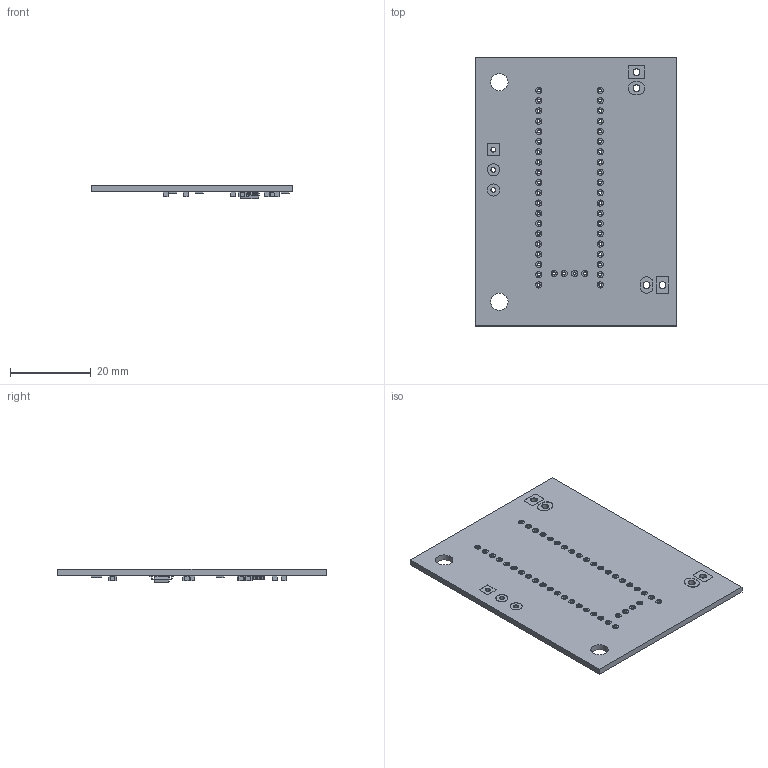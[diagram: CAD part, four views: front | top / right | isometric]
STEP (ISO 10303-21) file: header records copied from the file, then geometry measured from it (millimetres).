
FILE_DESCRIPTION(('KiCad electronic assembly'),'2;1');
FILE_NAME('Pedal.step','2025-04-10T00:23:19',('Pcbnew'),('Kicad'), 'Open CASCADE STEP processor 7.8','KiCad to STEP converter','Unknown' );
FILE_SCHEMA(('AUTOMOTIVE_DESIGN { 1 0 10303 214 1 1 1 1 }'));
Length unit declared in the file: millimetre
Products named in the file (8): Pedal 1; C_0805_2012Metric; R_0805_2012Metric; SOIC-8_3.9x4.9mm_P1.27mm; TSOT-23-6; Pedal_copper; Pedal_pad; Pedal_PCB
Assembly tree (20 placements, depth 2):
  Pedal 1
    C_0805_2012Metric  x9
    R_0805_2012Metric  x6
    SOIC-8_3.9x4.9mm_P1.27mm
    TSOT-23-6
    Pedal_copper
    Pedal_pad
    Pedal_PCB
Bounding box: 50 x 66.5 x 3.38 mm (x, y, z)
Volume: 5027.7 mm3; surface area: 9436.2 mm2
Topology: 249 solids, 249 shells, 2801 faces, 6724 edges, 4440 vertices
Faces by surface type: plane 1864, cylinder 875, bspline 62
Full cylindrical faces by diameter (mm): 0.6 x1, 0.712 x132, 0.762 x93, 1.15 x9, 1.2 x6, 1.524 x88, 1.65 x12, 1.7 x8, 3 x4, 4.3 x2
Entity records: 74877 total; most frequent: CARTESIAN_POINT 12362, DIRECTION 12034, ORIENTED_EDGE 11616, EDGE_CURVE 5808, LINE 4266, VECTOR 4266, AXIS2_PLACEMENT_3D 3884, VERTEX_POINT 3836
